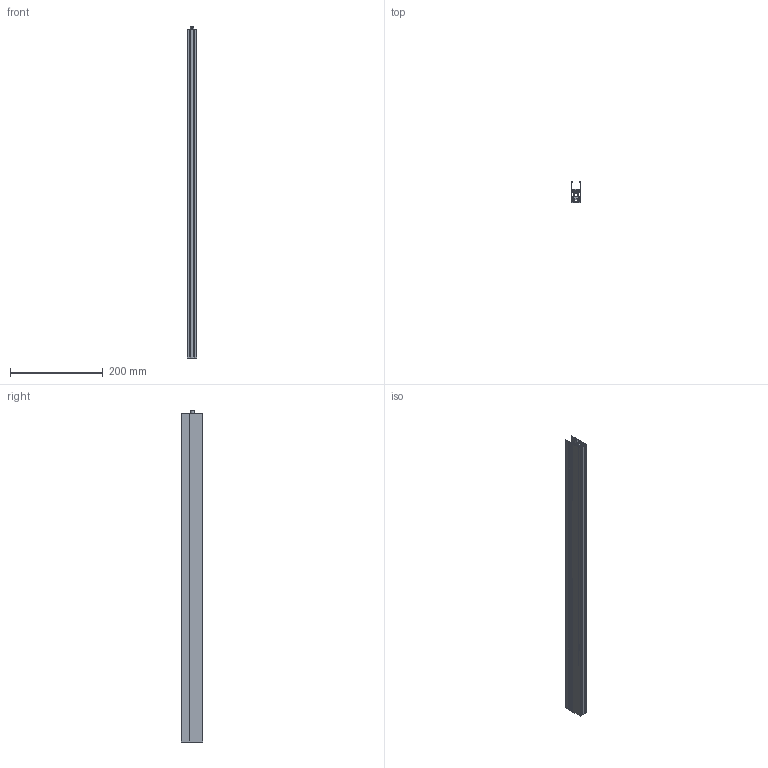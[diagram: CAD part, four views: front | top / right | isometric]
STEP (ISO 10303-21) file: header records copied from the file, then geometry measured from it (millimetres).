
FILE_DESCRIPTION (( 'STEP AP203' ), '1' );
FILE_NAME ('KG F16s 709.STEP', '2025-03-07T15:53:12', ( '' ), ( '' ), 'SwSTEP 2.0', 'SolidWorks 2023', '' );
FILE_SCHEMA (( 'CONFIG_CONTROL_DESIGN' ));
Length unit declared in the file: millimetre
Products named in the file (5): KG F16s 709; Schutzprofil KG_F16_709; Betätigungsteil_1; Aussengehäuse_13; Innengeometrie_13
Assembly tree (4 placements, depth 2):
  KG F16s 709
    Betätigungsteil_1
    Aussengehäuse_13
    Innengeometrie_13
    Schutzprofil KG_F16_709
Bounding box: 20.26 x 46 x 717.51 mm (x, y, z)
Volume: 225524.3 mm3; surface area: 369512.2 mm2
Topology: 21 solids, 21 shells, 729 faces, 2055 edges, 1370 vertices
Faces by surface type: plane 367, bspline 291, cylinder 71
Entity records: 37741 total; most frequent: CARTESIAN_POINT 20137, ORIENTED_EDGE 4110, DIRECTION 2488, EDGE_CURVE 2055, VERTEX_POINT 1370, LINE 1328, VECTOR 1328, EDGE_LOOP 811
